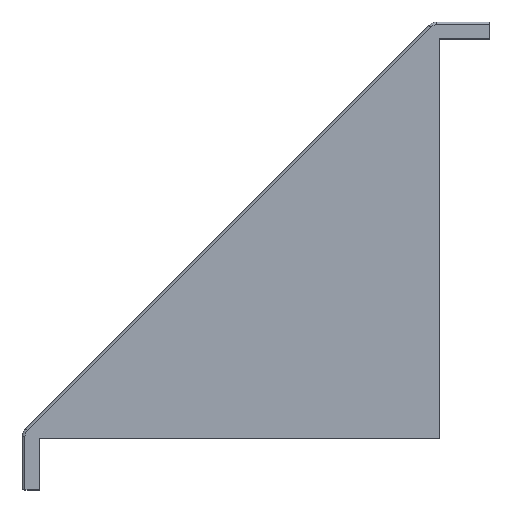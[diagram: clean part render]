
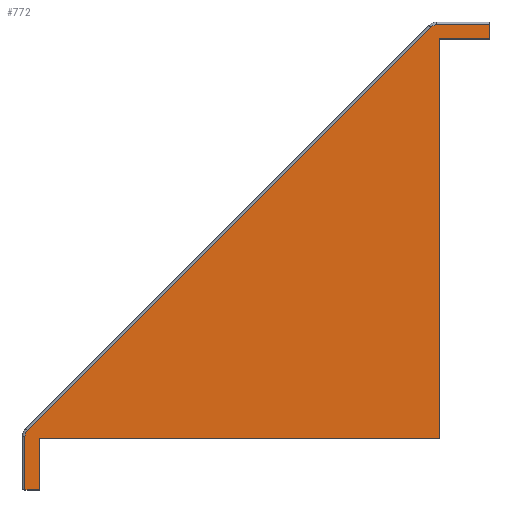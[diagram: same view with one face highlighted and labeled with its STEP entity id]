
A CAD part, top view. The second image highlights one B-rep face of the part: STEP entity #772.
In plain terms, the highlighted planar face has unit normal (0, 0, 1).
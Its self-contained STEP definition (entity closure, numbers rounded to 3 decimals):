
#385=CARTESIAN_POINT('',(-80.0,0.,36.0));
#386=VERTEX_POINT('',#385);
#393=CARTESIAN_POINT('',(-82.5,0.,36.0));
#394=VERTEX_POINT('',#393);
#395=CARTESIAN_POINT('',(-82.5,0.,36.0));
#396=DIRECTION('',(1.0,0.0,0.0));
#397=VECTOR('',#396,2.5);
#398=LINE('',#395,#397);
#399=EDGE_CURVE('',#394,#386,#398,.T.);
#417=CARTESIAN_POINT('',(0.,82.5,36.0));
#418=VERTEX_POINT('',#417);
#427=CARTESIAN_POINT('',(-9.414,82.5,36.0));
#428=VERTEX_POINT('',#427);
#436=CARTESIAN_POINT('',(-9.414,82.5,36.0));
#437=DIRECTION('',(1.0,0.0,0.0));
#438=VECTOR('',#437,9.414);
#439=LINE('',#436,#438);
#440=EDGE_CURVE('',#428,#418,#439,.T.);
#450=CARTESIAN_POINT('',(-10.475,82.061,36.0));
#451=VERTEX_POINT('',#450);
#459=CARTESIAN_POINT('',(-9.414,81.,36.0));
#460=DIRECTION('',(0.0,0.0,-1.0));
#461=DIRECTION('',(-0.383,0.924,0.0));
#462=AXIS2_PLACEMENT_3D('',#459,#460,#461);
#463=CIRCLE('',#462,1.5);
#464=EDGE_CURVE('',#451,#428,#463,.T.);
#476=CARTESIAN_POINT('',(-82.061,10.475,36.0));
#477=VERTEX_POINT('',#476);
#485=CARTESIAN_POINT('',(-82.061,10.475,36.0));
#486=DIRECTION('',(0.707,0.707,0.0));
#487=VECTOR('',#486,101.238);
#488=LINE('',#485,#487);
#489=EDGE_CURVE('',#477,#451,#488,.T.);
#501=CARTESIAN_POINT('',(-82.5,9.414,36.0));
#502=VERTEX_POINT('',#501);
#510=CARTESIAN_POINT('',(-81.,9.414,36.0));
#511=DIRECTION('',(0.0,0.0,-1.0));
#512=DIRECTION('',(-0.924,0.383,0.0));
#513=AXIS2_PLACEMENT_3D('',#510,#511,#512);
#514=CIRCLE('',#513,1.5);
#515=EDGE_CURVE('',#502,#477,#514,.T.);
#528=CARTESIAN_POINT('',(-82.5,0.,36.0));
#529=DIRECTION('',(0.0,1.0,0.0));
#530=VECTOR('',#529,9.414);
#531=LINE('',#528,#530);
#532=EDGE_CURVE('',#394,#502,#531,.T.);
#588=CARTESIAN_POINT('',(-80.0,9.,36.0));
#589=VERTEX_POINT('',#588);
#590=CARTESIAN_POINT('',(-9.,9.,36.0));
#591=VERTEX_POINT('',#590);
#592=CARTESIAN_POINT('',(-80.0,9.,36.0));
#593=DIRECTION('',(1.0,0.0,0.0));
#594=VECTOR('',#593,71.);
#595=LINE('',#592,#594);
#596=EDGE_CURVE('',#589,#591,#595,.T.);
#628=CARTESIAN_POINT('',(-9.,80.0,36.0));
#629=VERTEX_POINT('',#628);
#630=CARTESIAN_POINT('',(-9.,9.,36.0));
#631=DIRECTION('',(0.0,1.0,0.0));
#632=VECTOR('',#631,71.);
#633=LINE('',#630,#632);
#634=EDGE_CURVE('',#591,#629,#633,.T.);
#678=CARTESIAN_POINT('',(0.,80.0,36.0));
#679=VERTEX_POINT('',#678);
#680=CARTESIAN_POINT('',(0.,80.0,36.0));
#681=DIRECTION('',(0.0,1.0,0.0));
#682=VECTOR('',#681,2.5);
#683=LINE('',#680,#682);
#684=EDGE_CURVE('',#679,#418,#683,.T.);
#703=CARTESIAN_POINT('',(-9.,80.0,36.0));
#704=DIRECTION('',(1.0,0.0,0.0));
#705=VECTOR('',#704,9.0);
#706=LINE('',#703,#705);
#707=EDGE_CURVE('',#629,#679,#706,.T.);
#744=CARTESIAN_POINT('',(-80.0,0.,36.0));
#745=DIRECTION('',(0.0,1.0,0.0));
#746=VECTOR('',#745,9.);
#747=LINE('',#744,#746);
#748=EDGE_CURVE('',#386,#589,#747,.T.);
#754=CARTESIAN_POINT('',(-45.09,45.09,36.0));
#755=DIRECTION('',(0.0,0.0,1.0));
#756=DIRECTION('',(1.0,0.0,0.0));
#757=AXIS2_PLACEMENT_3D('',#754,#755,#756);
#758=PLANE('',#757);
#759=ORIENTED_EDGE('',*,*,#532,.F.);
#760=ORIENTED_EDGE('',*,*,#399,.T.);
#761=ORIENTED_EDGE('',*,*,#748,.T.);
#762=ORIENTED_EDGE('',*,*,#596,.T.);
#763=ORIENTED_EDGE('',*,*,#634,.T.);
#764=ORIENTED_EDGE('',*,*,#707,.T.);
#765=ORIENTED_EDGE('',*,*,#684,.T.);
#766=ORIENTED_EDGE('',*,*,#440,.F.);
#767=ORIENTED_EDGE('',*,*,#464,.F.);
#768=ORIENTED_EDGE('',*,*,#489,.F.);
#769=ORIENTED_EDGE('',*,*,#515,.F.);
#770=EDGE_LOOP('',(#759,#760,#761,#762,#763,#764,#765,#766,#767,#768,#769));
#771=FACE_OUTER_BOUND('',#770,.T.);
#772=ADVANCED_FACE('',(#771),#758,.T.);
